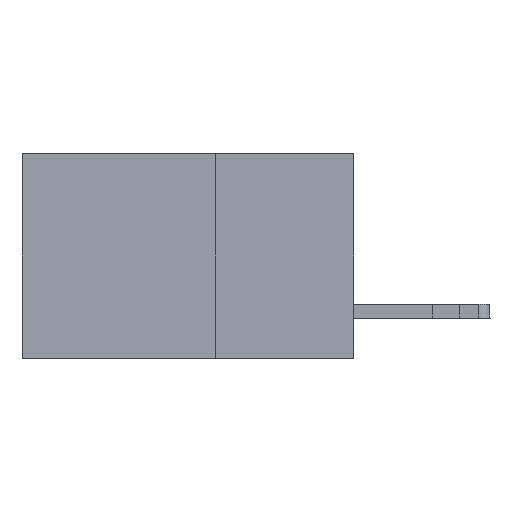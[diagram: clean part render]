
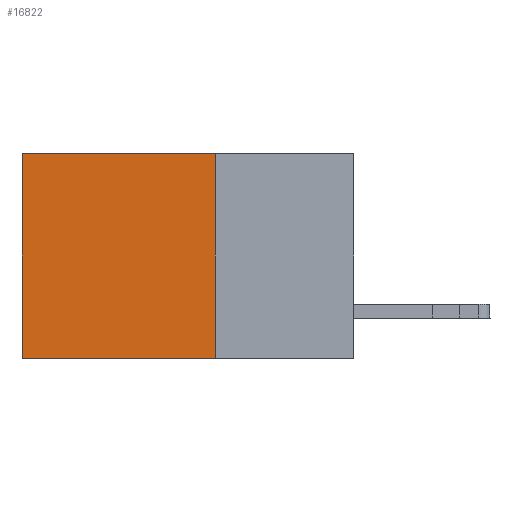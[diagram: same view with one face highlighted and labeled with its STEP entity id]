
A CAD part, left-side view. The second image highlights one B-rep face of the part: STEP entity #16822.
In plain terms, the highlighted planar face has unit normal (-1, 0, 0).
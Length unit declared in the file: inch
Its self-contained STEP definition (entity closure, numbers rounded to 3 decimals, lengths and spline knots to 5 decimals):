
#531 = CARTESIAN_POINT ( 'NONE',  ( 0.2875, 0.25, -0.37 ) ) ;
#1042 = VERTEX_POINT ( 'NONE', #2428 ) ;
#1115 = DIRECTION ( 'NONE',  ( 1., 0., 0. ) ) ;
#1868 = CARTESIAN_POINT ( 'NONE',  ( 0.2875, 0.25, 0. ) ) ;
#2428 = CARTESIAN_POINT ( 'NONE',  ( 0.2875, 0.6, -0.37 ) ) ;
#2514 = CARTESIAN_POINT ( 'NONE',  ( 0.2875, 0.25, 0. ) ) ;
#2541 = DIRECTION ( 'NONE',  ( 0., 1., 0. ) ) ;
#3528 = VECTOR ( 'NONE', #4661, 39.37008 ) ;
#4661 = DIRECTION ( 'NONE',  ( 0., 0., -1. ) ) ;
#6642 = EDGE_CURVE ( 'NONE', #16285, #1042, #9327, .T. ) ;
#7597 = FACE_OUTER_BOUND ( 'NONE', #15810, .T. ) ;
#9064 = EDGE_CURVE ( 'NONE', #12115, #1042, #10594, .T. ) ;
#9327 = LINE ( 'NONE', #18689, #14624 ) ;
#9403 = DIRECTION ( 'NONE',  ( 0., 0., -1. ) ) ;
#9439 = VERTEX_POINT ( 'NONE', #1868 ) ;
#10229 = ORIENTED_EDGE ( 'NONE', *, *, #9064, .T. ) ;
#10594 = LINE ( 'NONE', #12302, #20963 ) ;
#12115 = VERTEX_POINT ( 'NONE', #16009 ) ;
#12302 = CARTESIAN_POINT ( 'NONE',  ( 0.2875, 0.6, 0. ) ) ;
#12905 = ORIENTED_EDGE ( 'NONE', *, *, #13126, .T. ) ;
#13126 = EDGE_CURVE ( 'NONE', #9439, #12115, #19959, .T. ) ;
#14334 = LINE ( 'NONE', #19328, #3528 ) ;
#14624 = VECTOR ( 'NONE', #2541, 39.37008 ) ;
#15270 = CARTESIAN_POINT ( 'NONE',  ( 0.2875, 0.25, 0. ) ) ;
#15319 = ORIENTED_EDGE ( 'NONE', *, *, #20261, .F. ) ;
#15810 = EDGE_LOOP ( 'NONE', ( #10229, #16791, #15319, #12905 ) ) ;
#16009 = CARTESIAN_POINT ( 'NONE',  ( 0.2875, 0.6, 0. ) ) ;
#16285 = VERTEX_POINT ( 'NONE', #531 ) ;
#16791 = ORIENTED_EDGE ( 'NONE', *, *, #6642, .F. ) ;
#16822 = ADVANCED_FACE ( 'NONE', ( #7597 ), #18977, .F. ) ;
#17043 = AXIS2_PLACEMENT_3D ( 'NONE', #2514, #1115, #9403 ) ;
#18489 = VECTOR ( 'NONE', #18564, 39.37008 ) ;
#18564 = DIRECTION ( 'NONE',  ( 0., 1., 0. ) ) ;
#18689 = CARTESIAN_POINT ( 'NONE',  ( 0.2875, 0.25, -0.37 ) ) ;
#18977 = PLANE ( 'NONE',  #17043 ) ;
#19328 = CARTESIAN_POINT ( 'NONE',  ( 0.2875, 0.25, 0. ) ) ;
#19959 = LINE ( 'NONE', #15270, #18489 ) ;
#20261 = EDGE_CURVE ( 'NONE', #9439, #16285, #14334, .T. ) ;
#20284 = DIRECTION ( 'NONE',  ( 0., 0., -1. ) ) ;
#20963 = VECTOR ( 'NONE', #20284, 39.37008 ) ;
